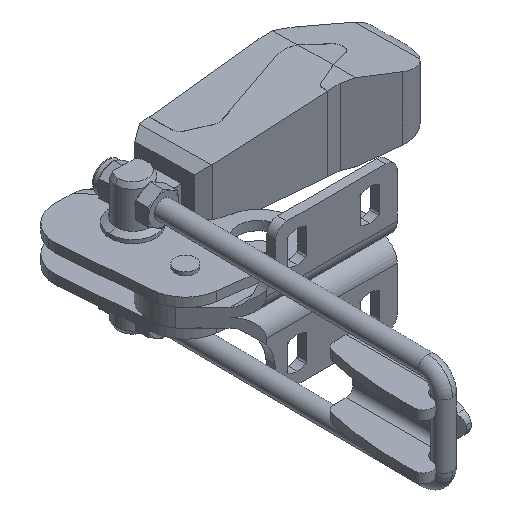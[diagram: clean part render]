
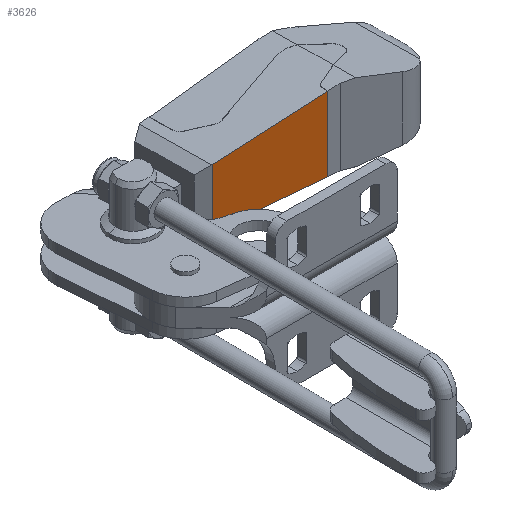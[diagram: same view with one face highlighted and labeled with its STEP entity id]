
A CAD part, isometric view. The second image highlights one B-rep face of the part: STEP entity #3626.
In plain terms, the highlighted face is planar.
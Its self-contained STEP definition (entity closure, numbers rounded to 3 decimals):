
#64 = DIRECTION ( 'NONE',  ( -0.031, -0.997, -0.07 ) ) ;
#88 = ORIENTED_EDGE ( 'NONE', *, *, #8685, .T. ) ;
#130 = CARTESIAN_POINT ( 'NONE',  ( 15.81, 5.076, 19. ) ) ;
#1450 = CARTESIAN_POINT ( 'NONE',  ( 15.81, 5.076, 19. ) ) ;
#2535 = LINE ( 'NONE', #130, #12666 ) ;
#2796 = ORIENTED_EDGE ( 'NONE', *, *, #5690, .F. ) ;
#3626 = ADVANCED_FACE ( 'NONE', ( #12819 ), #5761, .F. ) ;
#4690 = VECTOR ( 'NONE', #13728, 1000. ) ;
#5260 = CARTESIAN_POINT ( 'NONE',  ( 17.376, 54.93, 16.311 ) ) ;
#5523 = CARTESIAN_POINT ( 'NONE',  ( 15.74, 2.864, -12.67 ) ) ;
#5543 = EDGE_LOOP ( 'NONE', ( #13324, #12147, #2796, #88 ) ) ;
#5690 = EDGE_CURVE ( 'NONE', #7876, #8882, #7033, .T. ) ;
#5761 = PLANE ( 'NONE',  #8617 ) ;
#6044 = DIRECTION ( 'NONE',  ( -1., 0.031, 0. ) ) ;
#6074 = LINE ( 'NONE', #8351, #9593 ) ;
#6982 = EDGE_CURVE ( 'NONE', #11413, #10084, #2535, .T. ) ;
#7033 = LINE ( 'NONE', #9146, #4690 ) ;
#7746 = CARTESIAN_POINT ( 'NONE',  ( 15.81, 5.076, -12.825 ) ) ;
#7869 = LINE ( 'NONE', #5523, #13174 ) ;
#7876 = VERTEX_POINT ( 'NONE', #5260 ) ;
#8202 = DIRECTION ( 'NONE',  ( 0., 0., -1. ) ) ;
#8252 = EDGE_CURVE ( 'NONE', #10084, #8882, #7869, .T. ) ;
#8351 = CARTESIAN_POINT ( 'NONE',  ( 15.823, 5.506, 12.855 ) ) ;
#8617 = AXIS2_PLACEMENT_3D ( 'NONE', #1450, #6044, #11701 ) ;
#8685 = EDGE_CURVE ( 'NONE', #7876, #11413, #6074, .T. ) ;
#8882 = VERTEX_POINT ( 'NONE', #14347 ) ;
#9146 = CARTESIAN_POINT ( 'NONE',  ( 17.376, 54.93, 19. ) ) ;
#9593 = VECTOR ( 'NONE', #64, 1000. ) ;
#10084 = VERTEX_POINT ( 'NONE', #7746 ) ;
#11413 = VERTEX_POINT ( 'NONE', #13752 ) ;
#11701 = DIRECTION ( 'NONE',  ( 0., 0., 1. ) ) ;
#12147 = ORIENTED_EDGE ( 'NONE', *, *, #8252, .T. ) ;
#12666 = VECTOR ( 'NONE', #8202, 1000. ) ;
#12819 = FACE_OUTER_BOUND ( 'NONE', #5543, .T. ) ;
#13174 = VECTOR ( 'NONE', #14704, 1000. ) ;
#13324 = ORIENTED_EDGE ( 'NONE', *, *, #6982, .T. ) ;
#13728 = DIRECTION ( 'NONE',  ( 0., 0., -1. ) ) ;
#13752 = CARTESIAN_POINT ( 'NONE',  ( 15.81, 5.076, 12.825 ) ) ;
#14347 = CARTESIAN_POINT ( 'NONE',  ( 17.376, 54.93, -16.311 ) ) ;
#14704 = DIRECTION ( 'NONE',  ( 0.031, 0.997, -0.07 ) ) ;
